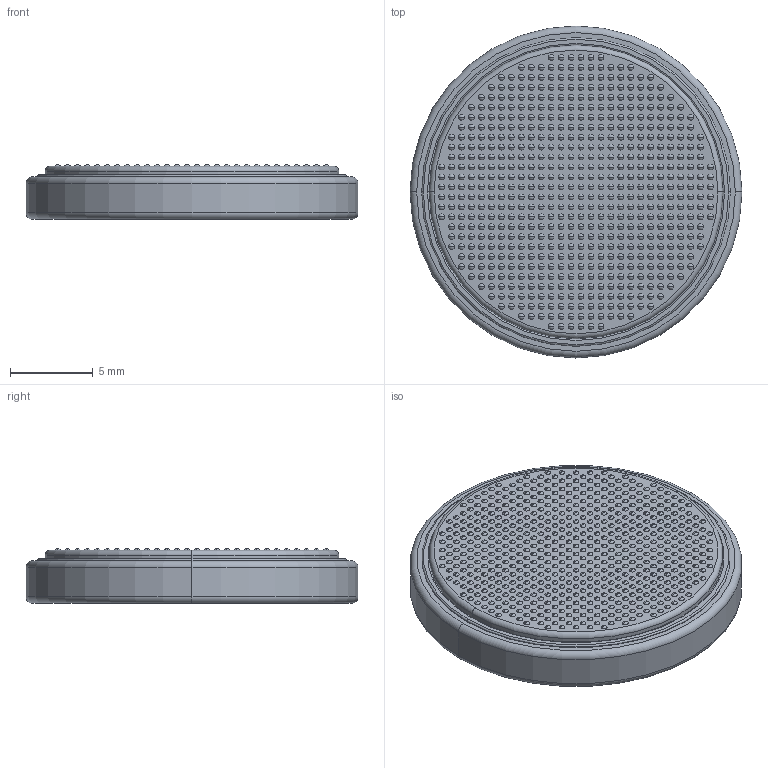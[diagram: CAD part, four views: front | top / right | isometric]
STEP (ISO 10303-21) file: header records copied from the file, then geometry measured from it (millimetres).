
FILE_DESCRIPTION (( 'STEP AP214' ), '1' );
FILE_NAME ('CR2032_2.STEP', '2023-09-14T19:20:14', ( '' ), ( '' ), 'SwSTEP 2.0', 'SolidWorks 2022', '' );
FILE_SCHEMA (( 'AUTOMOTIVE_DESIGN' ));
Length unit declared in the file: metre
Products named in the file (1): CR2032_2
Bounding box: 20 x 20 x 3.3 mm (x, y, z)
Volume: 960.5 mm3; surface area: 1817.1 mm2
Topology: 3 solids, 3 shells, 1597 faces, 3457 edges, 2504 vertices
Faces by surface type: sphere 1216, plane 221, bspline 140, cylinder 10, torus 10
Entity records: 46616 total; most frequent: CARTESIAN_POINT 9099, DIRECTION 8565, ORIENTED_EDGE 6914, AXIS2_PLACEMENT_3D 3930, EDGE_CURVE 3457, VERTEX_POINT 2504, CIRCLE 2472, EDGE_LOOP 2237
